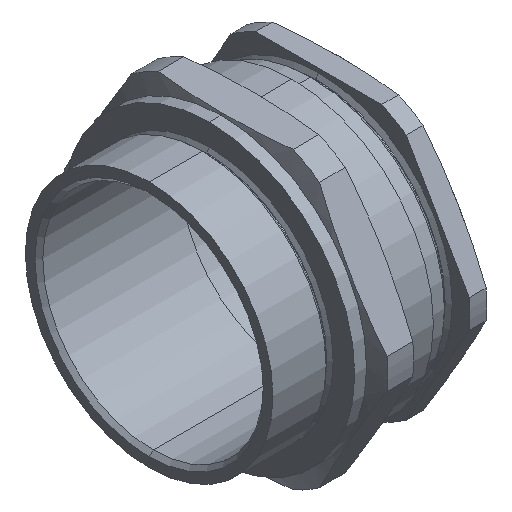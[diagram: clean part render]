
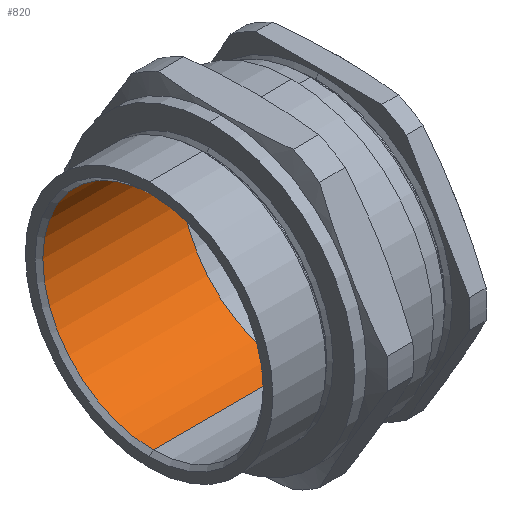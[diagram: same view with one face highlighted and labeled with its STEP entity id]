
A CAD part, isometric view. The second image highlights one B-rep face of the part: STEP entity #820.
In plain terms, the highlighted cylindrical face has radius 28.05 mm (diameter 56.1 mm), a partial arc.
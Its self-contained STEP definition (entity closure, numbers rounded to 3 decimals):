
#260 = DIRECTION ( 'NONE',  ( 0., 0., 1. ) ) ;
#280 = DIRECTION ( 'NONE',  ( -1., 0., 0. ) ) ;
#392 = VERTEX_POINT ( 'NONE', #2077 ) ;
#438 = DIRECTION ( 'NONE',  ( 0., 0., -1. ) ) ;
#474 = VERTEX_POINT ( 'NONE', #2100 ) ;
#541 = DIRECTION ( 'NONE',  ( -1., 0., 0. ) ) ;
#561 = CARTESIAN_POINT ( 'NONE',  ( 1., 0., -28.05 ) ) ;
#727 = CARTESIAN_POINT ( 'NONE',  ( 36.3, 0., 0. ) ) ;
#820 = ADVANCED_FACE ( 'NONE', ( #1633 ), #1577, .F. ) ;
#843 = ORIENTED_EDGE ( 'NONE', *, *, #930, .T. ) ;
#873 = ORIENTED_EDGE ( 'NONE', *, *, #935, .F. ) ;
#899 = DIRECTION ( 'NONE',  ( -1., 0., 0. ) ) ;
#930 = EDGE_CURVE ( 'NONE', #1123, #474, #1630, .T. ) ;
#935 = EDGE_CURVE ( 'NONE', #392, #1526, #1256, .T. ) ;
#1062 = DIRECTION ( 'NONE',  ( 0., 0., -1. ) ) ;
#1078 = ORIENTED_EDGE ( 'NONE', *, *, #1085, .F. ) ;
#1084 = CARTESIAN_POINT ( 'NONE',  ( 36.3, 0., 28.05 ) ) ;
#1085 = EDGE_CURVE ( 'NONE', #1123, #392, #1113, .T. ) ;
#1087 = AXIS2_PLACEMENT_3D ( 'NONE', #1288, #1976, #260 ) ;
#1112 = AXIS2_PLACEMENT_3D ( 'NONE', #727, #899, #1062 ) ;
#1113 = CIRCLE ( 'NONE', #1112, 28.05 ) ;
#1123 = VERTEX_POINT ( 'NONE', #1084 ) ;
#1256 = LINE ( 'NONE', #1568, #1490 ) ;
#1288 = CARTESIAN_POINT ( 'NONE',  ( 36.301, 0., 0. ) ) ;
#1311 = VECTOR ( 'NONE', #541, 1000. ) ;
#1369 = EDGE_LOOP ( 'NONE', ( #873, #1078, #843, #2137 ) ) ;
#1460 = CIRCLE ( 'NONE', #1975, 28.05 ) ;
#1490 = VECTOR ( 'NONE', #2065, 1000. ) ;
#1526 = VERTEX_POINT ( 'NONE', #561 ) ;
#1568 = CARTESIAN_POINT ( 'NONE',  ( 36.301, 0., -28.05 ) ) ;
#1577 = CYLINDRICAL_SURFACE ( 'NONE', #1087, 28.05 ) ;
#1630 = LINE ( 'NONE', #1734, #1311 ) ;
#1633 = FACE_OUTER_BOUND ( 'NONE', #1369, .T. ) ;
#1734 = CARTESIAN_POINT ( 'NONE',  ( 36.301, 0., 28.05 ) ) ;
#1961 = CARTESIAN_POINT ( 'NONE',  ( 1., 0., 0. ) ) ;
#1975 = AXIS2_PLACEMENT_3D ( 'NONE', #1961, #280, #438 ) ;
#1976 = DIRECTION ( 'NONE',  ( -1., 0., 0. ) ) ;
#2065 = DIRECTION ( 'NONE',  ( -1., 0., 0. ) ) ;
#2077 = CARTESIAN_POINT ( 'NONE',  ( 36.3, 0., -28.05 ) ) ;
#2093 = EDGE_CURVE ( 'NONE', #474, #1526, #1460, .T. ) ;
#2100 = CARTESIAN_POINT ( 'NONE',  ( 1., 0., 28.05 ) ) ;
#2137 = ORIENTED_EDGE ( 'NONE', *, *, #2093, .T. ) ;
